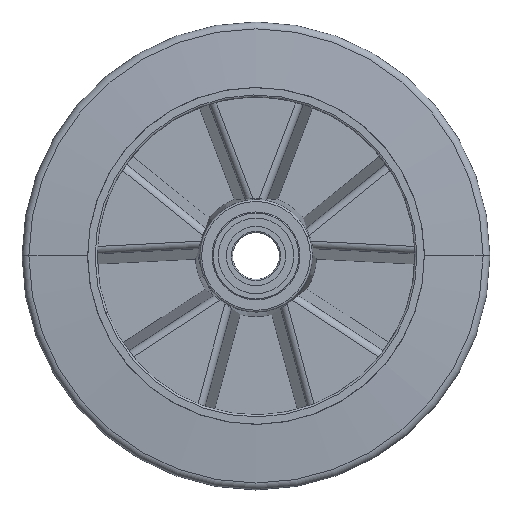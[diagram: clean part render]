
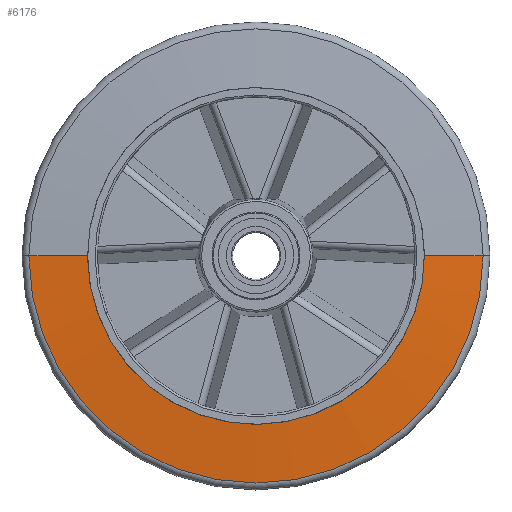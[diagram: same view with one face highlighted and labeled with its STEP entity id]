
A CAD part, top view. The second image highlights one B-rep face of the part: STEP entity #6176.
In plain terms, the highlighted conical face has half-angle 85.101 degrees and reference radius 125 mm.
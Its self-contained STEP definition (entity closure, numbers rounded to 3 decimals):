
#234 = DIRECTION ( 'NONE',  ( 0., 0., 1. ) ) ;
#257 = VERTEX_POINT ( 'NONE', #5852 ) ;
#464 = ORIENTED_EDGE ( 'NONE', *, *, #909, .T. ) ;
#657 = DIRECTION ( 'NONE',  ( -1., 0., 0. ) ) ;
#909 = EDGE_CURVE ( 'NONE', #257, #4822, #2540, .T. ) ;
#1282 = CONICAL_SURFACE ( 'NONE', #9110, 125., 1.485 ) ;
#1389 = EDGE_CURVE ( 'NONE', #2558, #6311, #7371, .T. ) ;
#1457 = LINE ( 'NONE', #2578, #8395 ) ;
#1548 = ORIENTED_EDGE ( 'NONE', *, *, #1389, .T. ) ;
#1854 = LINE ( 'NONE', #6644, #8894 ) ;
#2215 = AXIS2_PLACEMENT_3D ( 'NONE', #8271, #234, #7445 ) ;
#2540 = CIRCLE ( 'NONE', #2215, 121.342 ) ;
#2558 = VERTEX_POINT ( 'NONE', #3547 ) ;
#2578 = CARTESIAN_POINT ( 'NONE',  ( 125., 0., 22. ) ) ;
#2600 = AXIS2_PLACEMENT_3D ( 'NONE', #2623, #3397, #8455 ) ;
#2623 = CARTESIAN_POINT ( 'NONE',  ( 0., 0., 25. ) ) ;
#2924 = ORIENTED_EDGE ( 'NONE', *, *, #4531, .F. ) ;
#3316 = CARTESIAN_POINT ( 'NONE',  ( 121.342, 0., 22.314 ) ) ;
#3397 = DIRECTION ( 'NONE',  ( 0., 0., -1. ) ) ;
#3547 = CARTESIAN_POINT ( 'NONE',  ( 90., 0., 25. ) ) ;
#3687 = DIRECTION ( 'NONE',  ( 0., 0., -1. ) ) ;
#4531 = EDGE_CURVE ( 'NONE', #2558, #4822, #1457, .T. ) ;
#4822 = VERTEX_POINT ( 'NONE', #3316 ) ;
#5158 = ORIENTED_EDGE ( 'NONE', *, *, #6214, .T. ) ;
#5801 = EDGE_LOOP ( 'NONE', ( #2924, #1548, #5158, #464 ) ) ;
#5852 = CARTESIAN_POINT ( 'NONE',  ( -121.342, 0., 22.314 ) ) ;
#5939 = DIRECTION ( 'NONE',  ( -0.996, 0., -0.085 ) ) ;
#6176 = ADVANCED_FACE ( 'NONE', ( #6370 ), #1282, .T. ) ;
#6214 = EDGE_CURVE ( 'NONE', #6311, #257, #1854, .T. ) ;
#6311 = VERTEX_POINT ( 'NONE', #6830 ) ;
#6370 = FACE_OUTER_BOUND ( 'NONE', #5801, .T. ) ;
#6644 = CARTESIAN_POINT ( 'NONE',  ( -125., 0., 22. ) ) ;
#6830 = CARTESIAN_POINT ( 'NONE',  ( -90., 0., 25. ) ) ;
#7371 = CIRCLE ( 'NONE', #2600, 90. ) ;
#7445 = DIRECTION ( 'NONE',  ( 1., 0., 0. ) ) ;
#7680 = DIRECTION ( 'NONE',  ( 0.996, 0., -0.085 ) ) ;
#8012 = CARTESIAN_POINT ( 'NONE',  ( 0., 0., 22. ) ) ;
#8271 = CARTESIAN_POINT ( 'NONE',  ( 0., 0., 22.314 ) ) ;
#8395 = VECTOR ( 'NONE', #7680, 1000. ) ;
#8455 = DIRECTION ( 'NONE',  ( -1., 0., 0. ) ) ;
#8894 = VECTOR ( 'NONE', #5939, 1000. ) ;
#9110 = AXIS2_PLACEMENT_3D ( 'NONE', #8012, #3687, #657 ) ;
